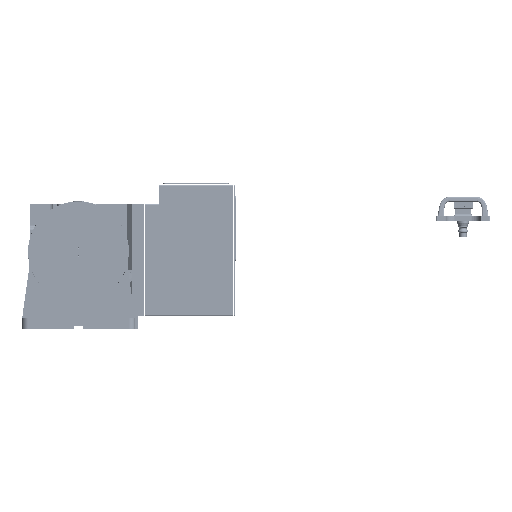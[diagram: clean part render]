
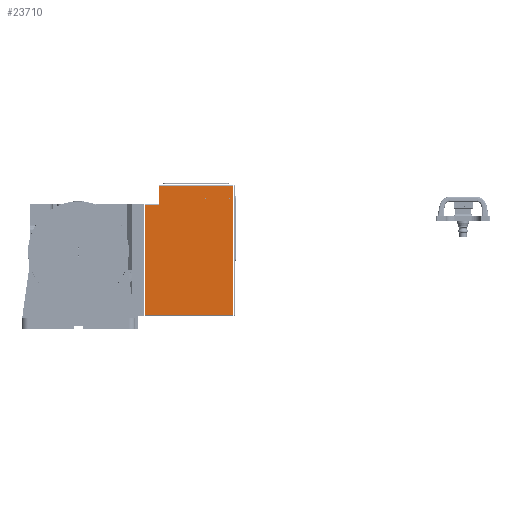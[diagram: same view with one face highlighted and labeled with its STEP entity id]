
A CAD part, front view. The second image highlights one B-rep face of the part: STEP entity #23710.
In plain terms, the highlighted planar face has unit normal (0, -1, 0).
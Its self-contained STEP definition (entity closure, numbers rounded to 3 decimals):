
#1182=LINE('',#131492,#6872);
#1183=LINE('',#131496,#6873);
#1184=LINE('',#131500,#6874);
#1185=LINE('',#131504,#6875);
#1186=LINE('',#131508,#6876);
#1187=LINE('',#131512,#6877);
#6872=VECTOR('',#107314,1.);
#6873=VECTOR('',#107319,1.);
#6874=VECTOR('',#107324,1.);
#6875=VECTOR('',#107329,1.);
#6876=VECTOR('',#107334,1.);
#6877=VECTOR('',#107339,1.);
#19739=PLANE('',#95478);
#23710=ADVANCED_FACE('',(#31556,#31557,#31558),#19739,.F.);
#31556=FACE_BOUND('',#36052,.T.);
#31557=FACE_BOUND('',#36053,.T.);
#31558=FACE_BOUND('',#36054,.T.);
#36052=EDGE_LOOP('',(#45769,#45770,#45771,#45772,#45773,#45774));
#36053=EDGE_LOOP('',(#45775));
#36054=EDGE_LOOP('',(#45776));
#45769=ORIENTED_EDGE('',*,*,#78604,.F.);
#45770=ORIENTED_EDGE('',*,*,#78602,.F.);
#45771=ORIENTED_EDGE('',*,*,#78600,.F.);
#45772=ORIENTED_EDGE('',*,*,#78598,.F.);
#45773=ORIENTED_EDGE('',*,*,#78596,.F.);
#45774=ORIENTED_EDGE('',*,*,#78606,.F.);
#45775=ORIENTED_EDGE('',*,*,#78594,.F.);
#45776=ORIENTED_EDGE('',*,*,#78593,.F.);
#69043=VERTEX_POINT('',#131485);
#69044=VERTEX_POINT('',#131488);
#69045=VERTEX_POINT('',#131491);
#69046=VERTEX_POINT('',#131493);
#69047=VERTEX_POINT('',#131497);
#69048=VERTEX_POINT('',#131501);
#69049=VERTEX_POINT('',#131505);
#69050=VERTEX_POINT('',#131509);
#78593=EDGE_CURVE('',#69043,#69043,#90618,.T.);
#78594=EDGE_CURVE('',#69044,#69044,#90619,.T.);
#78596=EDGE_CURVE('',#69045,#69046,#1182,.T.);
#78598=EDGE_CURVE('',#69046,#69047,#1183,.T.);
#78600=EDGE_CURVE('',#69047,#69048,#1184,.T.);
#78602=EDGE_CURVE('',#69048,#69049,#1185,.T.);
#78604=EDGE_CURVE('',#69049,#69050,#1186,.T.);
#78606=EDGE_CURVE('',#69050,#69045,#1187,.T.);
#90618=CIRCLE('',#95462,1.);
#90619=CIRCLE('',#95464,1.);
#95462=AXIS2_PLACEMENT_3D('',#131484,#107304,#107305);
#95464=AXIS2_PLACEMENT_3D('',#131487,#107308,#107309);
#95478=AXIS2_PLACEMENT_3D('',#131514,#107342,#107343);
#107304=DIRECTION('',(0.,-1.,0.));
#107305=DIRECTION('',(1.,0.,0.));
#107308=DIRECTION('',(0.,-1.,0.));
#107309=DIRECTION('',(1.,0.,0.));
#107314=DIRECTION('',(-1.,0.,0.));
#107319=DIRECTION('',(0.,0.,1.));
#107324=DIRECTION('',(1.,0.,0.));
#107329=DIRECTION('',(0.,0.,1.));
#107334=DIRECTION('',(1.,0.,0.));
#107339=DIRECTION('',(0.,0.,-1.));
#107342=DIRECTION('',(0.,1.,0.));
#107343=DIRECTION('',(0.,0.,1.));
#131484=CARTESIAN_POINT('',(263.8,-134.,247.));
#131485=CARTESIAN_POINT('',(264.8,-134.,247.));
#131487=CARTESIAN_POINT('',(314.8,-134.,247.));
#131488=CARTESIAN_POINT('',(315.8,-134.,247.));
#131491=CARTESIAN_POINT('',(321.8,-134.,5.));
#131492=CARTESIAN_POINT('',(139.8,-134.,5.));
#131493=CARTESIAN_POINT('',(137.8,-134.,5.));
#131496=CARTESIAN_POINT('',(137.8,-134.,233.));
#131497=CARTESIAN_POINT('',(137.8,-134.,233.));
#131500=CARTESIAN_POINT('',(139.8,-134.,233.));
#131501=CARTESIAN_POINT('',(166.8,-134.,233.));
#131504=CARTESIAN_POINT('',(166.8,-134.,233.));
#131505=CARTESIAN_POINT('',(166.8,-134.,273.));
#131508=CARTESIAN_POINT('',(139.8,-134.,273.));
#131509=CARTESIAN_POINT('',(321.8,-134.,273.));
#131512=CARTESIAN_POINT('',(321.8,-134.,233.));
#131514=CARTESIAN_POINT('',(139.8,-134.,233.));
